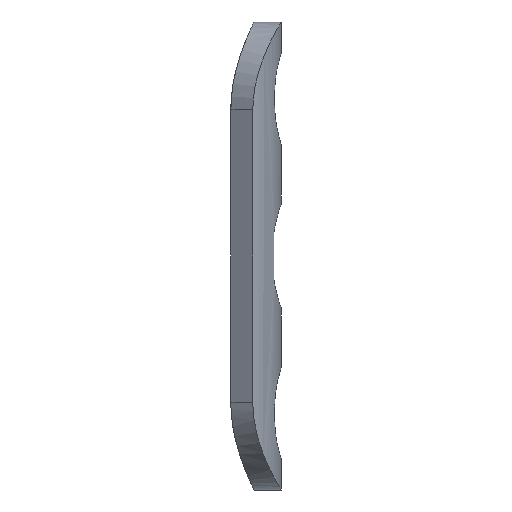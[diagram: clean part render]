
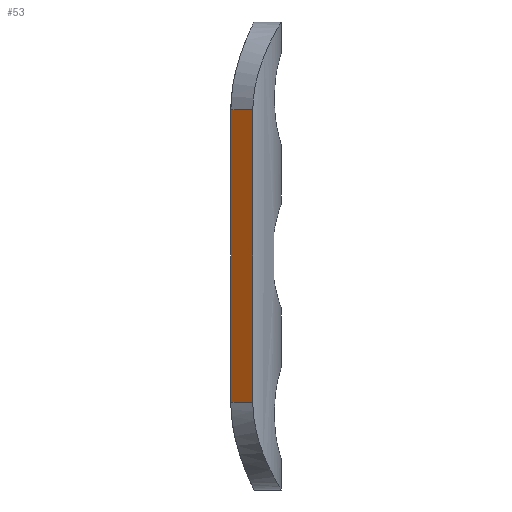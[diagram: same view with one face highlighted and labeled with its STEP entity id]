
A CAD part, left-side view. The second image highlights one B-rep face of the part: STEP entity #53.
In plain terms, the highlighted planar face has unit normal (-0.812, 0.584, 0).
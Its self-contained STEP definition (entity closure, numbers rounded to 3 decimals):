
#24 = CARTESIAN_POINT ( 'NONE',  ( -12., 0.168, -20. ) ) ;
#47 = VECTOR ( 'NONE', #1727, 1000. ) ;
#50 = VERTEX_POINT ( 'NONE', #1039 ) ;
#53 = ADVANCED_FACE ( 'NONE', ( #728 ), #1302, .T. ) ;
#55 = LINE ( 'NONE', #1309, #1294 ) ;
#67 = ORIENTED_EDGE ( 'NONE', *, *, #1737, .T. ) ;
#88 = ORIENTED_EDGE ( 'NONE', *, *, #857, .T. ) ;
#91 = EDGE_CURVE ( 'NONE', #314, #1243, #1747, .T. ) ;
#314 = VERTEX_POINT ( 'NONE', #601 ) ;
#332 = DIRECTION ( 'NONE',  ( 0., 0., 1. ) ) ;
#449 = DIRECTION ( 'NONE',  ( 0., 0., 1. ) ) ;
#524 = EDGE_CURVE ( 'NONE', #1132, #314, #55, .T. ) ;
#598 = EDGE_LOOP ( 'NONE', ( #1769, #88, #67, #1340 ) ) ;
#601 = CARTESIAN_POINT ( 'NONE',  ( -9.839, 3.171, -20. ) ) ;
#626 = CARTESIAN_POINT ( 'NONE',  ( -9.839, 3.171, 20. ) ) ;
#711 = LINE ( 'NONE', #1011, #1031 ) ;
#728 = FACE_OUTER_BOUND ( 'NONE', #598, .T. ) ;
#756 = AXIS2_PLACEMENT_3D ( 'NONE', #1728, #1583, #1720 ) ;
#857 = EDGE_CURVE ( 'NONE', #1132, #50, #711, .T. ) ;
#1011 = CARTESIAN_POINT ( 'NONE',  ( -12., 0.168, 37. ) ) ;
#1031 = VECTOR ( 'NONE', #449, 1000. ) ;
#1039 = CARTESIAN_POINT ( 'NONE',  ( -12., 0.168, 20. ) ) ;
#1132 = VERTEX_POINT ( 'NONE', #24 ) ;
#1176 = CARTESIAN_POINT ( 'NONE',  ( -12., 0.168, 20. ) ) ;
#1243 = VERTEX_POINT ( 'NONE', #626 ) ;
#1294 = VECTOR ( 'NONE', #1445, 1000. ) ;
#1302 = PLANE ( 'NONE',  #756 ) ;
#1309 = CARTESIAN_POINT ( 'NONE',  ( -12., 0.168, -20. ) ) ;
#1340 = ORIENTED_EDGE ( 'NONE', *, *, #91, .F. ) ;
#1445 = DIRECTION ( 'NONE',  ( 0.584, 0.812, 0. ) ) ;
#1577 = VECTOR ( 'NONE', #332, 1000. ) ;
#1582 = LINE ( 'NONE', #1176, #47 ) ;
#1583 = DIRECTION ( 'NONE',  ( -0.812, 0.584, 0. ) ) ;
#1619 = CARTESIAN_POINT ( 'NONE',  ( -9.839, 3.171, 37. ) ) ;
#1720 = DIRECTION ( 'NONE',  ( 0., 0., -1. ) ) ;
#1727 = DIRECTION ( 'NONE',  ( 0.584, 0.812, 0. ) ) ;
#1728 = CARTESIAN_POINT ( 'NONE',  ( -12., 0.168, 0. ) ) ;
#1737 = EDGE_CURVE ( 'NONE', #50, #1243, #1582, .T. ) ;
#1747 = LINE ( 'NONE', #1619, #1577 ) ;
#1769 = ORIENTED_EDGE ( 'NONE', *, *, #524, .F. ) ;
